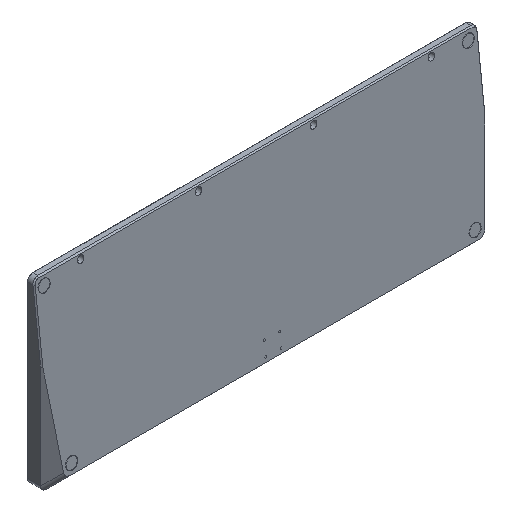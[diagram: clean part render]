
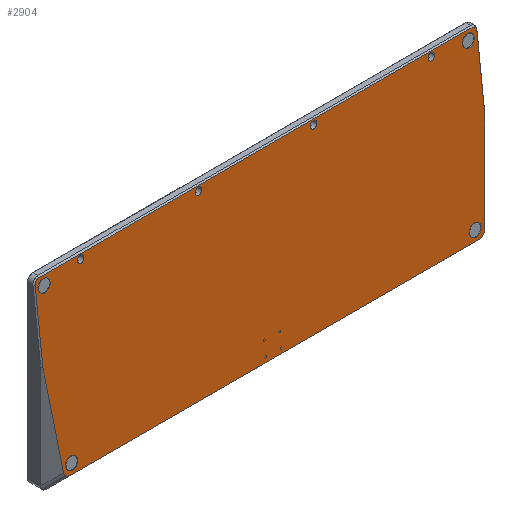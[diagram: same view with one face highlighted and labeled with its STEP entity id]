
A CAD part, isometric view. The second image highlights one B-rep face of the part: STEP entity #2904.
In plain terms, the highlighted planar face has unit normal (0, -0.994, 0.113).
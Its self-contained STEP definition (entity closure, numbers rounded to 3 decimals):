
#45=FACE_BOUND('',#629,.T.);
#46=FACE_BOUND('',#630,.T.);
#47=FACE_BOUND('',#631,.T.);
#48=FACE_BOUND('',#632,.T.);
#49=FACE_BOUND('',#633,.T.);
#50=FACE_BOUND('',#634,.T.);
#51=FACE_BOUND('',#635,.T.);
#52=FACE_BOUND('',#636,.T.);
#172=CIRCLE('',#3157,5.25);
#173=CIRCLE('',#3159,5.25);
#174=CIRCLE('',#3169,5.25);
#175=CIRCLE('',#3171,5.25);
#269=ELLIPSE('',#3161,3.019,3.);
#270=ELLIPSE('',#3163,3.019,3.);
#271=ELLIPSE('',#3165,3.019,3.);
#272=ELLIPSE('',#3167,3.019,3.);
#274=ELLIPSE('',#3200,10.955,7.);
#275=ELLIPSE('',#3202,10.955,7.);
#277=B_SPLINE_CURVE_WITH_KNOTS('',3,(#4153,#4154,#4155,#4156,#4157,#4158,
#4159,#4160,#4161,#4162),.UNSPECIFIED.,.F.,.F.,(4,3,3,4),(0.,
0.442,0.885,1.548),.UNSPECIFIED.);
#278=B_SPLINE_CURVE_WITH_KNOTS('',3,(#4196,#4197,#4198,#4199,#4200,#4201),
 .UNSPECIFIED.,.F.,.F.,(4,1,1,4),(-1.548,-1.106,-0.663,
0.),.UNSPECIFIED.);
#281=B_SPLINE_CURVE_WITH_KNOTS('',3,(#4237,#4238,#4239,#4240),
 .UNSPECIFIED.,.F.,.F.,(4,4),(1.548,1.571),
 .UNSPECIFIED.);
#283=B_SPLINE_CURVE_WITH_KNOTS('',3,(#4261,#4262,#4263,#4264),
 .UNSPECIFIED.,.F.,.F.,(4,4),(-1.571,-1.548),
 .UNSPECIFIED.);
#428=FACE_OUTER_BOUND('',#628,.T.);
#628=EDGE_LOOP('',(#2512,#2513,#2514,#2515,#2516,#2517,#2518,#2519,#2520,
#2521,#2522,#2523));
#629=EDGE_LOOP('',(#2524));
#630=EDGE_LOOP('',(#2525));
#631=EDGE_LOOP('',(#2526));
#632=EDGE_LOOP('',(#2527));
#633=EDGE_LOOP('',(#2528));
#634=EDGE_LOOP('',(#2529));
#635=EDGE_LOOP('',(#2530));
#636=EDGE_LOOP('',(#2531));
#670=LINE('',#4113,#925);
#676=LINE('',#4167,#931);
#682=LINE('',#4216,#937);
#685=LINE('',#4272,#940);
#730=LINE('',#4459,#985);
#872=LINE('',#4931,#1127);
#925=VECTOR('',#3247,10.);
#931=VECTOR('',#3255,10.);
#937=VECTOR('',#3263,10.);
#940=VECTOR('',#3270,1.);
#985=VECTOR('',#3421,10.);
#1127=VECTOR('',#3917,1.);
#1180=VERTEX_POINT('',#4110);
#1181=VERTEX_POINT('',#4112);
#1183=VERTEX_POINT('',#4141);
#1186=VERTEX_POINT('',#4151);
#1188=VERTEX_POINT('',#4165);
#1190=VERTEX_POINT('',#4194);
#1191=VERTEX_POINT('',#4209);
#1194=VERTEX_POINT('',#4214);
#1197=VERTEX_POINT('',#4270);
#1261=VERTEX_POINT('',#4456);
#1262=VERTEX_POINT('',#4458);
#1407=VERTEX_POINT('',#4898);
#1408=VERTEX_POINT('',#4902);
#1409=VERTEX_POINT('',#4906);
#1410=VERTEX_POINT('',#4910);
#1411=VERTEX_POINT('',#4914);
#1412=VERTEX_POINT('',#4918);
#1413=VERTEX_POINT('',#4922);
#1414=VERTEX_POINT('',#4926);
#1415=VERTEX_POINT('',#4930);
#1444=EDGE_CURVE('',#1180,#1181,#670,.T.);
#1450=EDGE_CURVE('',#1186,#1183,#277,.T.);
#1452=EDGE_CURVE('',#1188,#1186,#676,.T.);
#1455=EDGE_CURVE('',#1190,#1188,#278,.T.);
#1460=EDGE_CURVE('',#1194,#1191,#682,.T.);
#1462=EDGE_CURVE('',#1183,#1194,#281,.T.);
#1464=EDGE_CURVE('',#1181,#1190,#283,.T.);
#1468=EDGE_CURVE('',#1197,#1180,#685,.T.);
#1550=EDGE_CURVE('',#1261,#1262,#730,.T.);
#1763=EDGE_CURVE('',#1407,#1407,#172,.T.);
#1765=EDGE_CURVE('',#1408,#1408,#173,.T.);
#1768=EDGE_CURVE('',#1409,#1409,#269,.T.);
#1770=EDGE_CURVE('',#1410,#1410,#270,.T.);
#1772=EDGE_CURVE('',#1411,#1411,#271,.T.);
#1774=EDGE_CURVE('',#1412,#1412,#272,.T.);
#1775=EDGE_CURVE('',#1413,#1413,#174,.T.);
#1777=EDGE_CURVE('',#1414,#1414,#175,.T.);
#1779=EDGE_CURVE('',#1191,#1415,#872,.T.);
#1812=EDGE_CURVE('',#1262,#1197,#274,.T.);
#1813=EDGE_CURVE('',#1415,#1261,#275,.T.);
#2512=ORIENTED_EDGE('',*,*,#1444,.F.);
#2513=ORIENTED_EDGE('',*,*,#1468,.F.);
#2514=ORIENTED_EDGE('',*,*,#1812,.F.);
#2515=ORIENTED_EDGE('',*,*,#1550,.F.);
#2516=ORIENTED_EDGE('',*,*,#1813,.F.);
#2517=ORIENTED_EDGE('',*,*,#1779,.F.);
#2518=ORIENTED_EDGE('',*,*,#1460,.F.);
#2519=ORIENTED_EDGE('',*,*,#1462,.F.);
#2520=ORIENTED_EDGE('',*,*,#1450,.F.);
#2521=ORIENTED_EDGE('',*,*,#1452,.F.);
#2522=ORIENTED_EDGE('',*,*,#1455,.F.);
#2523=ORIENTED_EDGE('',*,*,#1464,.F.);
#2524=ORIENTED_EDGE('',*,*,#1777,.T.);
#2525=ORIENTED_EDGE('',*,*,#1775,.T.);
#2526=ORIENTED_EDGE('',*,*,#1774,.T.);
#2527=ORIENTED_EDGE('',*,*,#1772,.T.);
#2528=ORIENTED_EDGE('',*,*,#1770,.T.);
#2529=ORIENTED_EDGE('',*,*,#1768,.T.);
#2530=ORIENTED_EDGE('',*,*,#1765,.T.);
#2531=ORIENTED_EDGE('',*,*,#1763,.T.);
#2751=PLANE('',#3201);
#2904=ADVANCED_FACE('',(#428,#45,#46,#47,#48,#49,#50,#51,#52),#2751,.T.);
#3157=AXIS2_PLACEMENT_3D('',#4899,#3877,#3878);
#3159=AXIS2_PLACEMENT_3D('',#4903,#3882,#3883);
#3161=AXIS2_PLACEMENT_3D('',#4908,#3888,#3889);
#3163=AXIS2_PLACEMENT_3D('',#4912,#3893,#3894);
#3165=AXIS2_PLACEMENT_3D('',#4916,#3898,#3899);
#3167=AXIS2_PLACEMENT_3D('',#4920,#3903,#3904);
#3169=AXIS2_PLACEMENT_3D('',#4923,#3907,#3908);
#3171=AXIS2_PLACEMENT_3D('',#4927,#3912,#3913);
#3200=AXIS2_PLACEMENT_3D('',#5019,#3991,#3992);
#3201=AXIS2_PLACEMENT_3D('',#5020,#3993,#3994);
#3202=AXIS2_PLACEMENT_3D('',#5021,#3995,#3996);
#3247=DIRECTION('',(0.,0.113,0.994));
#3255=DIRECTION('',(1.,0.,0.));
#3263=DIRECTION('',(0.,-0.113,-0.994));
#3270=DIRECTION('',(-0.112,0.112,0.987));
#3421=DIRECTION('',(-1.,0.,0.));
#3877=DIRECTION('center_axis',(0.,0.994,-0.113));
#3878=DIRECTION('ref_axis',(1.,0.,0.));
#3882=DIRECTION('center_axis',(0.,0.994,-0.113));
#3883=DIRECTION('ref_axis',(1.,0.,0.));
#3888=DIRECTION('center_axis',(0.,0.994,-0.113));
#3889=DIRECTION('ref_axis',(0.,0.113,0.994));
#3893=DIRECTION('center_axis',(0.,0.994,-0.113));
#3894=DIRECTION('ref_axis',(0.,0.113,0.994));
#3898=DIRECTION('center_axis',(0.,0.994,-0.113));
#3899=DIRECTION('ref_axis',(0.,0.113,0.994));
#3903=DIRECTION('center_axis',(0.,0.994,-0.113));
#3904=DIRECTION('ref_axis',(0.,0.113,0.994));
#3907=DIRECTION('center_axis',(0.,0.994,-0.113));
#3908=DIRECTION('ref_axis',(1.,0.,0.));
#3912=DIRECTION('center_axis',(0.,0.994,-0.113));
#3913=DIRECTION('ref_axis',(1.,0.,0.));
#3917=DIRECTION('',(-0.112,-0.112,-0.987));
#3991=DIRECTION('center_axis',(0.,0.994,-0.113));
#3992=DIRECTION('ref_axis',(-0.751,-0.075,-0.657));
#3993=DIRECTION('center_axis',(0.,-0.994,0.113));
#3994=DIRECTION('ref_axis',(0.,0.113,0.994));
#3995=DIRECTION('center_axis',(0.,0.994,-0.113));
#3996=DIRECTION('ref_axis',(0.751,-0.075,-0.657));
#4110=CARTESIAN_POINT('',(-201.5,-7.599,-66.699));
#4112=CARTESIAN_POINT('',(-201.5,-0.57,-5.));
#4113=CARTESIAN_POINT('',(-201.5,-9.591,-84.178));
#4141=CARTESIAN_POINT('',(201.499,-0.559,-4.909));
#4151=CARTESIAN_POINT('',(197.5,-0.113,-0.994));
#4153=CARTESIAN_POINT('Ctrl Pts',(197.5,-0.113,-0.994));
#4154=CARTESIAN_POINT('Ctrl Pts',(198.089,-0.113,-0.994));
#4155=CARTESIAN_POINT('Ctrl Pts',(198.677,-0.128,-1.126));
#4156=CARTESIAN_POINT('Ctrl Pts',(199.209,-0.157,-1.378));
#4157=CARTESIAN_POINT('Ctrl Pts',(199.742,-0.186,-1.631));
#4158=CARTESIAN_POINT('Ctrl Pts',(200.219,-0.228,-2.003));
#4159=CARTESIAN_POINT('Ctrl Pts',(200.592,-0.28,-2.46));
#4160=CARTESIAN_POINT('Ctrl Pts',(201.152,-0.358,-3.145));
#4161=CARTESIAN_POINT('Ctrl Pts',(201.479,-0.458,-4.022));
#4162=CARTESIAN_POINT('Ctrl Pts',(201.499,-0.559,-4.909));
#4165=CARTESIAN_POINT('',(-197.5,-0.113,-0.994));
#4167=CARTESIAN_POINT('',(-202.5,-0.113,-0.994));
#4194=CARTESIAN_POINT('',(-201.499,-0.559,-4.909));
#4196=CARTESIAN_POINT('Ctrl Pts',(-201.499,-0.559,
-4.909));
#4197=CARTESIAN_POINT('Ctrl Pts',(-201.486,-0.492,
-4.318));
#4198=CARTESIAN_POINT('Ctrl Pts',(-201.192,-0.358,-3.143));
#4199=CARTESIAN_POINT('Ctrl Pts',(-199.851,-0.171,
-1.502));
#4200=CARTESIAN_POINT('Ctrl Pts',(-198.383,-0.113,
-0.994));
#4201=CARTESIAN_POINT('Ctrl Pts',(-197.5,-0.113,-0.994));
#4209=CARTESIAN_POINT('',(201.5,-7.599,-66.699));
#4214=CARTESIAN_POINT('',(201.5,-0.57,-5.));
#4216=CARTESIAN_POINT('',(201.5,-9.591,-84.178));
#4237=CARTESIAN_POINT('Ctrl Pts',(201.499,-0.559,-4.909));
#4238=CARTESIAN_POINT('Ctrl Pts',(201.5,-0.563,-4.939));
#4239=CARTESIAN_POINT('Ctrl Pts',(201.5,-0.566,-4.97));
#4240=CARTESIAN_POINT('Ctrl Pts',(201.5,-0.57,-5.));
#4261=CARTESIAN_POINT('Ctrl Pts',(-201.5,-0.57,-5.));
#4262=CARTESIAN_POINT('Ctrl Pts',(-201.5,-0.566,-4.97));
#4263=CARTESIAN_POINT('Ctrl Pts',(-201.5,-0.563,
-4.939));
#4264=CARTESIAN_POINT('Ctrl Pts',(-201.499,-0.559,
-4.909));
#4270=CARTESIAN_POINT('',(-192.054,-17.045,-149.604));
#4272=CARTESIAN_POINT('',(-209.582,0.482,4.232));
#4456=CARTESIAN_POINT('',(186.598,-17.552,-154.048));
#4458=CARTESIAN_POINT('',(-186.598,-17.552,-154.048));
#4459=CARTESIAN_POINT('',(-233.026,-17.552,-154.048));
#4898=CARTESIAN_POINT('',(-189.304,-16.646,-146.099));
#4899=CARTESIAN_POINT('Origin',(-184.054,-16.646,-146.099));
#4902=CARTESIAN_POINT('',(178.804,-16.646,-146.099));
#4903=CARTESIAN_POINT('Origin',(184.054,-16.646,-146.099));
#4906=CARTESIAN_POINT('',(49.5,-0.57,-5.));
#4908=CARTESIAN_POINT('Origin',(52.5,-0.57,-5.));
#4910=CARTESIAN_POINT('',(157.,-0.57,-5.));
#4912=CARTESIAN_POINT('Origin',(160.,-0.57,-5.));
#4914=CARTESIAN_POINT('',(-55.5,-0.57,-5.));
#4916=CARTESIAN_POINT('Origin',(-52.5,-0.57,-5.));
#4918=CARTESIAN_POINT('',(-163.,-0.57,-5.));
#4920=CARTESIAN_POINT('Origin',(-160.,-0.57,-5.));
#4922=CARTESIAN_POINT('',(-198.75,-1.019,-8.942));
#4923=CARTESIAN_POINT('Origin',(-193.5,-1.019,-8.942));
#4926=CARTESIAN_POINT('',(188.25,-1.019,-8.942));
#4927=CARTESIAN_POINT('Origin',(193.5,-1.019,-8.942));
#4930=CARTESIAN_POINT('',(192.054,-17.045,-149.604));
#4931=CARTESIAN_POINT('',(207.019,-2.08,-18.256));
#5019=CARTESIAN_POINT('Origin',(-182.661,-16.539,-145.161));
#5020=CARTESIAN_POINT('Origin',(-202.5,-9.4,-82.5));
#5021=CARTESIAN_POINT('Origin',(182.661,-16.539,-145.161));
